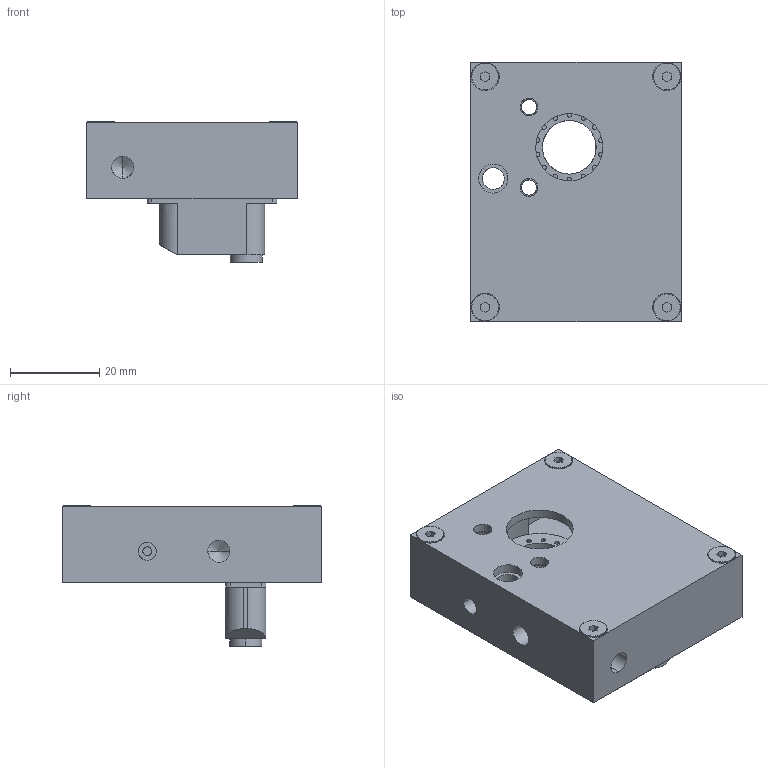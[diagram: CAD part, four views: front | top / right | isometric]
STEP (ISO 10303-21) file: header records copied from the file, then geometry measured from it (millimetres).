
FILE_DESCRIPTION(/* description */ (''),/* implementation_level */ '2;1');
FILE_NAME(/* name */ '03_MI-0',/* time_stamp */ '2025-10-13T12:20:15+03:00',/* author */ (''),/* organization */ (''),/* preprocessor_version */ 'ST-DEVELOPER v16.5',/* originating_system */ 'Rhino 7.34',/* authorisation */ '');
FILE_SCHEMA (('AUTOMOTIVE_DESIGN'));
Length unit declared in the file: millimetre
Products named in the file (1): Document
Bounding box: 47 x 58 x 31.52 mm (x, y, z)
Volume: 31801.6 mm3; surface area: 17424 mm2
Topology: 1 solids, 1 shells, 395 faces, 1084 edges, 728 vertices
Faces by surface type: plane 192, cylinder 171, bspline 32
Entity records: 12389 total; most frequent: CARTESIAN_POINT 5420, ORIENTED_EDGE 2152, EDGE_CURVE 1076, VERTEX_POINT 728, B_SPLINE_CURVE_WITH_KNOTS 580, EDGE_LOOP 462, ADVANCED_FACE 395, FACE_OUTER_BOUND 395
